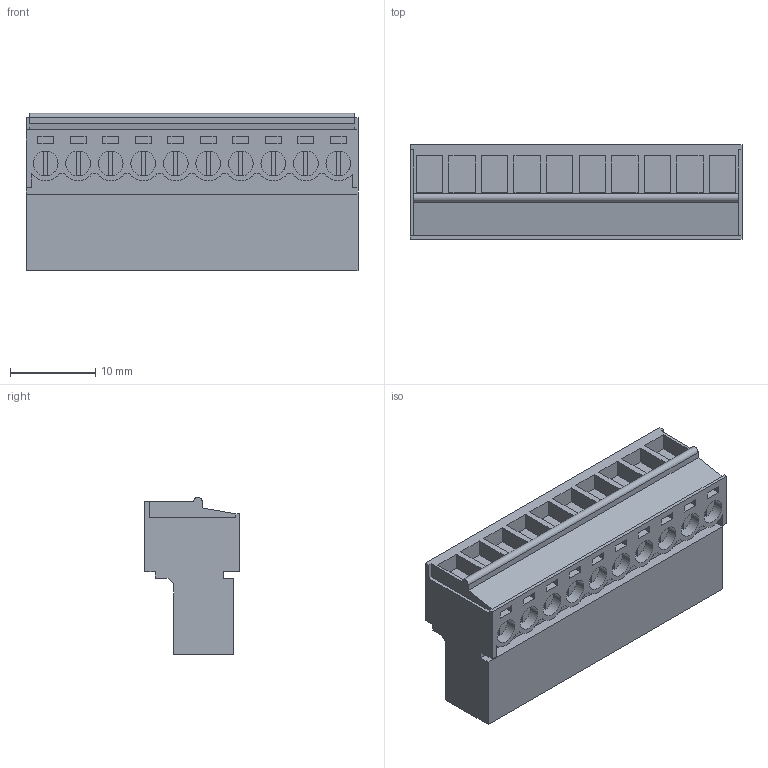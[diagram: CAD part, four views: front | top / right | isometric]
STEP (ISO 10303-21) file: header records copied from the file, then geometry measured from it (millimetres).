
FILE_DESCRIPTION(('CATIA V5 STEP Exchange','CAx-IF Rec.Pracs.--- Model Styling and Organization---1.2---2011-12-15'),'2;1');
FILE_NAME ('D1460656_0', '2018-05-10T11:54:55+00:00', ('none'), ('Weidmueller'), 'CATIA Version 5-6 Release 2014', 'CATIA V5 STEP AP214', 'none');
FILE_SCHEMA(('AUTOMOTIVE_DESIGN { 1 0 10303 214 1 1 1 1 }'));
Length unit declared in the file: millimetre
Products named in the file (1): 1970100000
Bounding box: 38.89 x 11.1 x 18.45 mm (x, y, z)
Volume: 4358.1 mm3; surface area: 5656.5 mm2
Topology: 21 solids, 21 shells, 619 faces, 1597 edges, 1070 vertices
Faces by surface type: plane 538, cylinder 81
Entity records: 17034 total; most frequent: ORIENTED_EDGE 3194, CARTESIAN_POINT 3172, DIRECTION 2175, EDGE_CURVE 1597, VECTOR 1335, LINE 1335, VERTEX_POINT 1070, EDGE_LOOP 669
